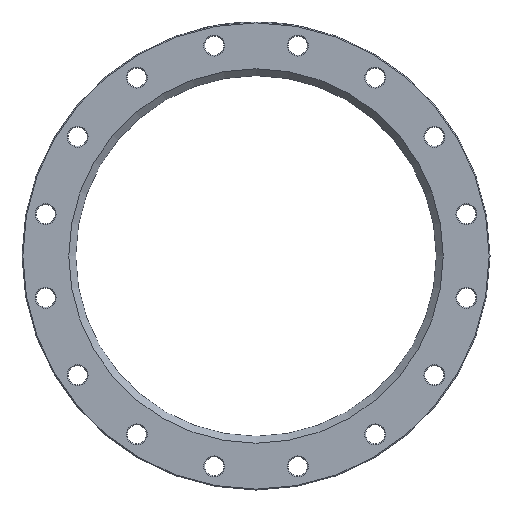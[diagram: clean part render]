
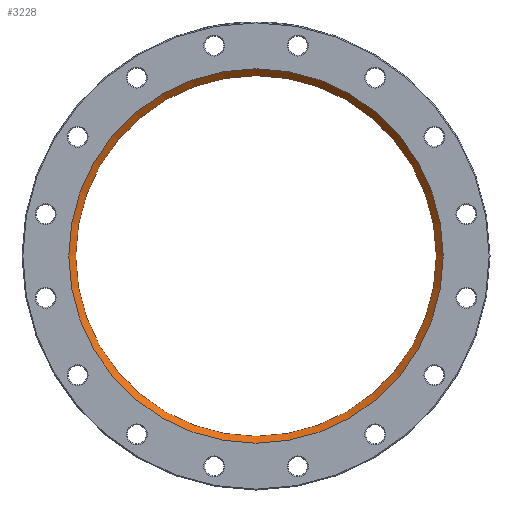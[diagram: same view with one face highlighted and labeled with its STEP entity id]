
A CAD part, left-side view. The second image highlights one B-rep face of the part: STEP entity #3228.
In plain terms, the highlighted conical face has half-angle 45 degrees and reference radius 208 mm.
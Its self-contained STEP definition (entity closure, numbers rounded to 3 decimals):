
#66 = CARTESIAN_POINT ( 'NONE',  ( 8., 0., 0. ) ) ;
#528 = EDGE_CURVE ( 'NONE', #544, #544, #657, .T. ) ;
#544 = VERTEX_POINT ( 'NONE', #4516 ) ;
#657 = CIRCLE ( 'NONE', #6337, 208. ) ;
#827 = EDGE_LOOP ( 'NONE', ( #2869 ) ) ;
#1145 = EDGE_LOOP ( 'NONE', ( #2656 ) ) ;
#1236 = VERTEX_POINT ( 'NONE', #1834 ) ;
#1360 = AXIS2_PLACEMENT_3D ( 'NONE', #1918, #2510, #3437 ) ;
#1598 = DIRECTION ( 'NONE',  ( -1., 0., 0. ) ) ;
#1635 = DIRECTION ( 'NONE',  ( 0., 0., 1. ) ) ;
#1834 = CARTESIAN_POINT ( 'NONE',  ( 0., 0., -216. ) ) ;
#1918 = CARTESIAN_POINT ( 'NONE',  ( 0., 0., 0. ) ) ;
#2510 = DIRECTION ( 'NONE',  ( 1., 0., 0. ) ) ;
#2656 = ORIENTED_EDGE ( 'NONE', *, *, #5683, .F. ) ;
#2712 = AXIS2_PLACEMENT_3D ( 'NONE', #3585, #5582, #1635 ) ;
#2869 = ORIENTED_EDGE ( 'NONE', *, *, #528, .F. ) ;
#3228 = ADVANCED_FACE ( 'NONE', ( #6115, #5160 ), #5876, .F. ) ;
#3437 = DIRECTION ( 'NONE',  ( 0., 0., -1. ) ) ;
#3585 = CARTESIAN_POINT ( 'NONE',  ( 8., 0., 0. ) ) ;
#4516 = CARTESIAN_POINT ( 'NONE',  ( 8., 0., -208. ) ) ;
#5115 = DIRECTION ( 'NONE',  ( 0., 0., -1. ) ) ;
#5160 = FACE_BOUND ( 'NONE', #827, .T. ) ;
#5582 = DIRECTION ( 'NONE',  ( -1., 0., 0. ) ) ;
#5683 = EDGE_CURVE ( 'NONE', #1236, #1236, #6517, .T. ) ;
#5876 = CONICAL_SURFACE ( 'NONE', #2712, 208., 0.785 ) ;
#6115 = FACE_OUTER_BOUND ( 'NONE', #1145, .T. ) ;
#6337 = AXIS2_PLACEMENT_3D ( 'NONE', #66, #1598, #5115 ) ;
#6517 = CIRCLE ( 'NONE', #1360, 216. ) ;
